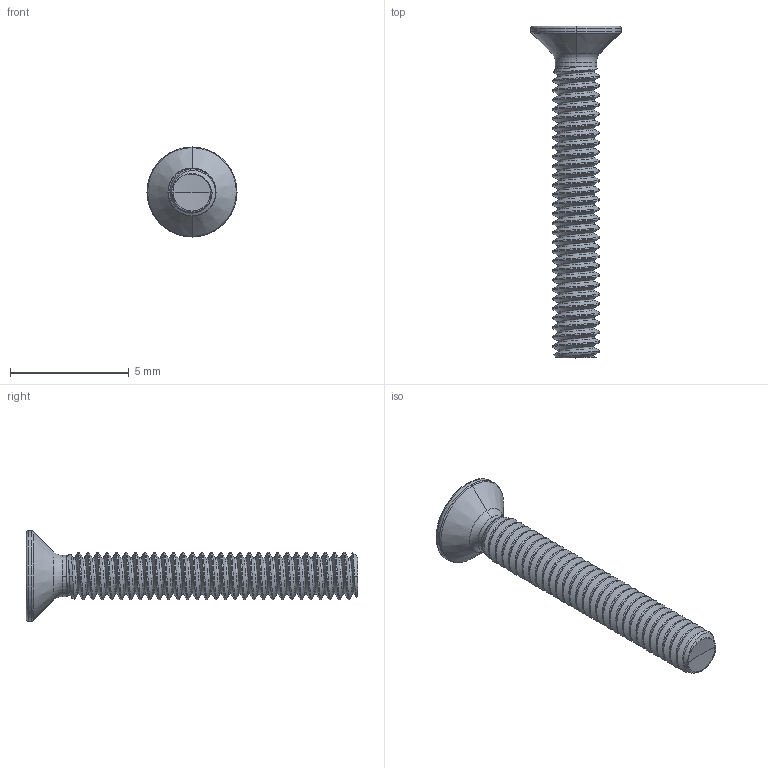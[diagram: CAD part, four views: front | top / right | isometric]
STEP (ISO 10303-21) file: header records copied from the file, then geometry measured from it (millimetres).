
FILE_DESCRIPTION (( 'STEP AP203' ), '1' );
FILE_NAME ('STM410200140.STEP', '2020-12-18T16:47:33', ( '' ), ( '' ), 'SwSTEP 2.0', 'SolidWorks 2015', '' );
FILE_SCHEMA (( 'CONFIG_CONTROL_DESIGN' ));
Length unit declared in the file: millimetre
Products named in the file (2): STM410200140
Bounding box: 3.8 x 14 x 3.8 mm (x, y, z)
Volume: 38.9 mm3; surface area: 147.8 mm2
Topology: 1 solids, 1 shells, 129 faces, 349 edges, 221 vertices
Faces by surface type: cylinder 83, bspline 18, torus 12, cone 12, sphere 2, plane 2
Entity records: 25805 total; most frequent: CARTESIAN_POINT 22959, ORIENTED_EDGE 694, DIRECTION 435, EDGE_CURVE 347, VERTEX_POINT 221, AXIS2_PLACEMENT_3D 171, EDGE_LOOP 130, FACE_OUTER_BOUND 129
